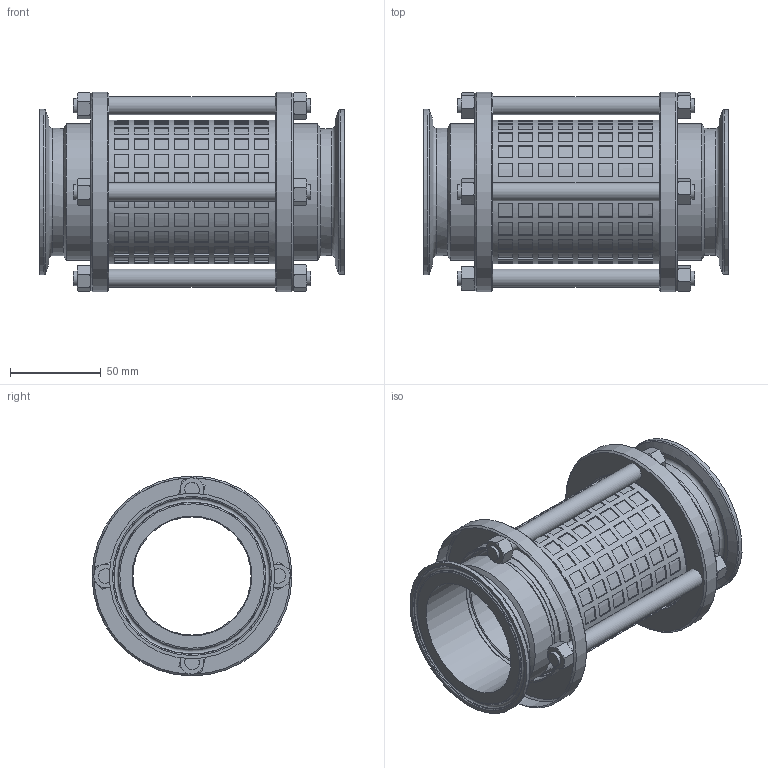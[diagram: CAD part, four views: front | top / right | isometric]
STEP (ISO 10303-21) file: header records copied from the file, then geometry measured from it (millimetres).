
FILE_DESCRIPTION(/* description */ (''),/* implementation_level */ '2;1');
FILE_NAME(/* name */ '51070065000.stp',/* time_stamp */ '2016-03-15T14:48:15+01:00',/* author */ ('Struska'),/* organization */ ('BUPOSPOL'),/* preprocessor_version */ 'ST-DEVELOPER v15.6',/* originating_system */ 'Autodesk Inventor 2015',/* authorisation */ '');
FILE_SCHEMA (('CONFIG_CONTROL_DESIGN'));
Length unit declared in the file: millimetre
Products named in the file (1): 51070065000
Bounding box: 167.5 x 110 x 110 mm (x, y, z)
Volume: 327874.8 mm3; surface area: 159454.1 mm2
Topology: 1 solids, 9 shells, 988 faces, 2721 edges, 1777 vertices
Faces by surface type: plane 804, cone 126, cylinder 48, torus 10
Full cylindrical faces by diameter (mm): 8 x16, 8.4 x8, 10 x4, 65 x1, 66 x2, 66.5 x2, 70 x2, 75 x3, 77.4 x1, 79 x1, 80 x2, 81.5 x2, 91 x2, 110 x2
Entity records: 32380 total; most frequent: CARTESIAN_POINT 5713, DIRECTION 5334, ORIENTED_EDGE 5196, EDGE_CURVE 2598, AXIS2_PLACEMENT_3D 1939, VERTEX_POINT 1742, EDGE_LOOP 1480, LINE 1456
